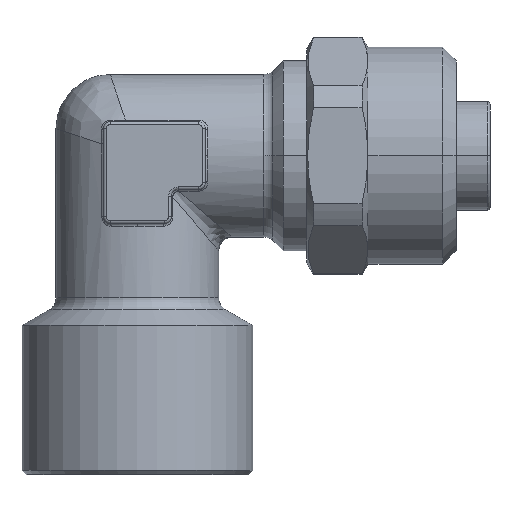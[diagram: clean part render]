
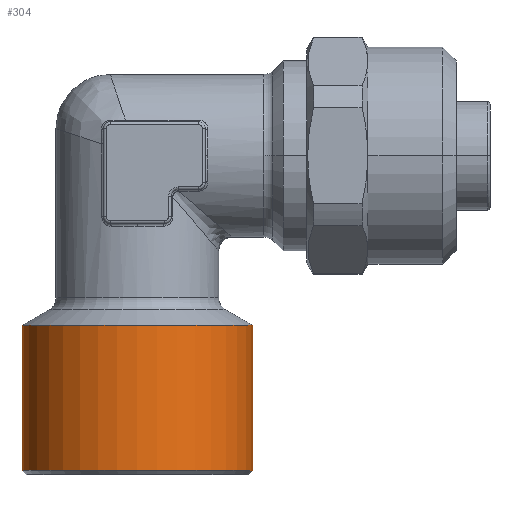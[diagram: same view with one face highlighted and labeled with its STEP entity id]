
A CAD part, top view. The second image highlights one B-rep face of the part: STEP entity #304.
In plain terms, the highlighted cylindrical face has radius 8.5 mm (diameter 17 mm), a partial arc.
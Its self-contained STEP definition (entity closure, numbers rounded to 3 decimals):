
#304 = ADVANCED_FACE ( 'NONE', ( #985 ), #986, .T. ) ;
#424 = VERTEX_POINT ( 'NONE', #3755 ) ;
#425 = VERTEX_POINT ( 'NONE', #3756 ) ;
#467 = VERTEX_POINT ( 'NONE', #3798 ) ;
#572 = EDGE_LOOP ( 'NONE', ( #1014, #1016, #1015, #1017 ) ) ;
#985 = FACE_OUTER_BOUND ( 'NONE', #572, .T. ) ;
#986 = CYLINDRICAL_SURFACE ( 'NONE', #2506, 8.5 ) ;
#1014 = ORIENTED_EDGE ( 'NONE', *, *, #4973, .T. ) ;
#1015 = ORIENTED_EDGE ( 'NONE', *, *, #4975, .F. ) ;
#1016 = ORIENTED_EDGE ( 'NONE', *, *, #4962, .T. ) ;
#1017 = ORIENTED_EDGE ( 'NONE', *, *, #4981, .F. ) ;
#2210 = VERTEX_POINT ( 'NONE', #4745 ) ;
#2506 = AXIS2_PLACEMENT_3D ( 'NONE', #3045, #3046, #3047 ) ;
#2834 = VECTOR ( 'NONE', #4860, 1000. ) ;
#2844 = CIRCLE ( 'NONE', #2854, 8.5 ) ;
#2849 = CIRCLE ( 'NONE', #2851, 8.5 ) ;
#2851 = AXIS2_PLACEMENT_3D ( 'NONE', #4885, #4886, #4887 ) ;
#2854 = AXIS2_PLACEMENT_3D ( 'NONE', #4891, #4892, #4893 ) ;
#2860 = VECTOR ( 'NONE', #4924, 1000. ) ;
#3045 = CARTESIAN_POINT ( 'NONE',  ( 0., 2.604, 0. ) ) ;
#3046 = DIRECTION ( 'NONE',  ( 0., 1., 0. ) ) ;
#3047 = DIRECTION ( 'NONE',  ( -1., 0., 0. ) ) ;
#3306 = LINE ( 'NONE', #4859, #2834 ) ;
#3315 = LINE ( 'NONE', #4923, #2860 ) ;
#3755 = CARTESIAN_POINT ( 'NONE',  ( 8.5, -23.2, 0. ) ) ;
#3756 = CARTESIAN_POINT ( 'NONE',  ( 8.5, -12.5, 0. ) ) ;
#3798 = CARTESIAN_POINT ( 'NONE',  ( -8.5, -23.2, 0. ) ) ;
#4745 = CARTESIAN_POINT ( 'NONE',  ( -8.5, -12.5, 0. ) ) ;
#4859 = CARTESIAN_POINT ( 'NONE',  ( 8.5, 2.604, 0. ) ) ;
#4860 = DIRECTION ( 'NONE',  ( 0., 1., 0. ) ) ;
#4885 = CARTESIAN_POINT ( 'NONE',  ( 0., -23.2, 0. ) ) ;
#4886 = DIRECTION ( 'NONE',  ( 0., 1., 0. ) ) ;
#4887 = DIRECTION ( 'NONE',  ( -1., 0., 0. ) ) ;
#4891 = CARTESIAN_POINT ( 'NONE',  ( 0., -12.5, 0. ) ) ;
#4892 = DIRECTION ( 'NONE',  ( 0., 1., 0. ) ) ;
#4893 = DIRECTION ( 'NONE',  ( -1., 0., 0. ) ) ;
#4923 = CARTESIAN_POINT ( 'NONE',  ( -8.5, 2.604, 0. ) ) ;
#4924 = DIRECTION ( 'NONE',  ( 0., 1., 0. ) ) ;
#4962 = EDGE_CURVE ( 'NONE', #424, #425, #3306, .T. ) ;
#4973 = EDGE_CURVE ( 'NONE', #467, #424, #2849, .T. ) ;
#4975 = EDGE_CURVE ( 'NONE', #2210, #425, #2844, .T. ) ;
#4981 = EDGE_CURVE ( 'NONE', #467, #2210, #3315, .T. ) ;
